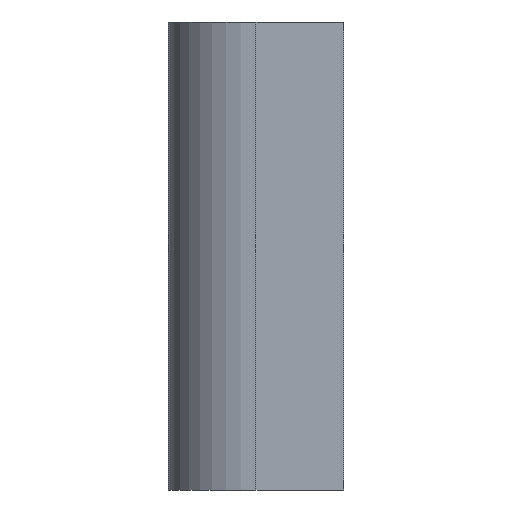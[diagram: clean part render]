
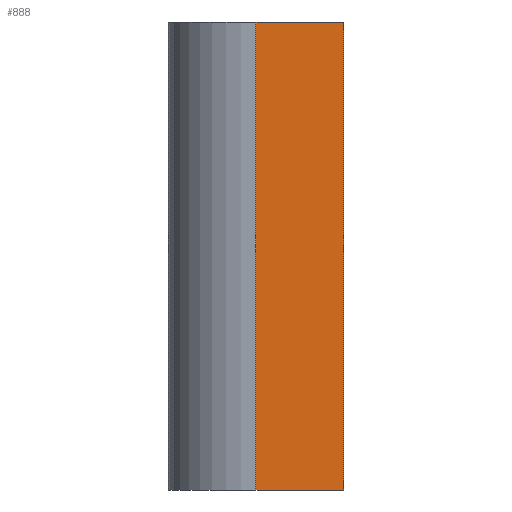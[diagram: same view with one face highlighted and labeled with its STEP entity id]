
A CAD part, left-side view. The second image highlights one B-rep face of the part: STEP entity #888.
In plain terms, the highlighted planar face has unit normal (-1, 0, 0).
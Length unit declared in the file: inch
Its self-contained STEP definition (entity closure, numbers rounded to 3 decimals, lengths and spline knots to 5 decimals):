
#26 = VERTEX_POINT ( 'NONE', #844 ) ;
#38 = CARTESIAN_POINT ( 'NONE',  ( -0.375, 0., 2. ) ) ;
#41 = DIRECTION ( 'NONE',  ( 0., -1., 0. ) ) ;
#47 = VECTOR ( 'NONE', #670, 39.37008 ) ;
#95 = VERTEX_POINT ( 'NONE', #133 ) ;
#112 = EDGE_CURVE ( 'NONE', #860, #26, #839, .T. ) ;
#133 = CARTESIAN_POINT ( 'NONE',  ( -0.375, -0.375, 0. ) ) ;
#203 = DIRECTION ( 'NONE',  ( 0., 0., -1. ) ) ;
#219 = CARTESIAN_POINT ( 'NONE',  ( -0.375, 0., 2. ) ) ;
#246 = EDGE_LOOP ( 'NONE', ( #901, #1015, #1103, #685 ) ) ;
#293 = PLANE ( 'NONE',  #1077 ) ;
#320 = VECTOR ( 'NONE', #203, 39.37008 ) ;
#356 = CARTESIAN_POINT ( 'NONE',  ( -0.375, 0., 2. ) ) ;
#411 = CARTESIAN_POINT ( 'NONE',  ( -0.375, 0., 0. ) ) ;
#479 = DIRECTION ( 'NONE',  ( 0., 1., 0. ) ) ;
#500 = CARTESIAN_POINT ( 'NONE',  ( -0.375, -0.375, 2. ) ) ;
#508 = EDGE_CURVE ( 'NONE', #582, #95, #764, .T. ) ;
#562 = CARTESIAN_POINT ( 'NONE',  ( -0.375, 0., 2. ) ) ;
#570 = LINE ( 'NONE', #500, #47 ) ;
#582 = VERTEX_POINT ( 'NONE', #869 ) ;
#665 = LINE ( 'NONE', #38, #320 ) ;
#670 = DIRECTION ( 'NONE',  ( 0., 0., -1. ) ) ;
#685 = ORIENTED_EDGE ( 'NONE', *, *, #950, .T. ) ;
#740 = DIRECTION ( 'NONE',  ( 0., -1., 0. ) ) ;
#764 = LINE ( 'NONE', #411, #925 ) ;
#839 = LINE ( 'NONE', #562, #960 ) ;
#844 = CARTESIAN_POINT ( 'NONE',  ( -0.375, -0.375, 2. ) ) ;
#860 = VERTEX_POINT ( 'NONE', #356 ) ;
#869 = CARTESIAN_POINT ( 'NONE',  ( -0.375, 0., 0. ) ) ;
#888 = ADVANCED_FACE ( 'NONE', ( #1104 ), #293, .F. ) ;
#901 = ORIENTED_EDGE ( 'NONE', *, *, #508, .T. ) ;
#908 = EDGE_CURVE ( 'NONE', #26, #95, #570, .T. ) ;
#925 = VECTOR ( 'NONE', #740, 39.37008 ) ;
#950 = EDGE_CURVE ( 'NONE', #860, #582, #665, .T. ) ;
#960 = VECTOR ( 'NONE', #41, 39.37008 ) ;
#1012 = DIRECTION ( 'NONE',  ( 1., 0., 0. ) ) ;
#1015 = ORIENTED_EDGE ( 'NONE', *, *, #908, .F. ) ;
#1077 = AXIS2_PLACEMENT_3D ( 'NONE', #219, #1012, #479 ) ;
#1103 = ORIENTED_EDGE ( 'NONE', *, *, #112, .F. ) ;
#1104 = FACE_OUTER_BOUND ( 'NONE', #246, .T. ) ;
